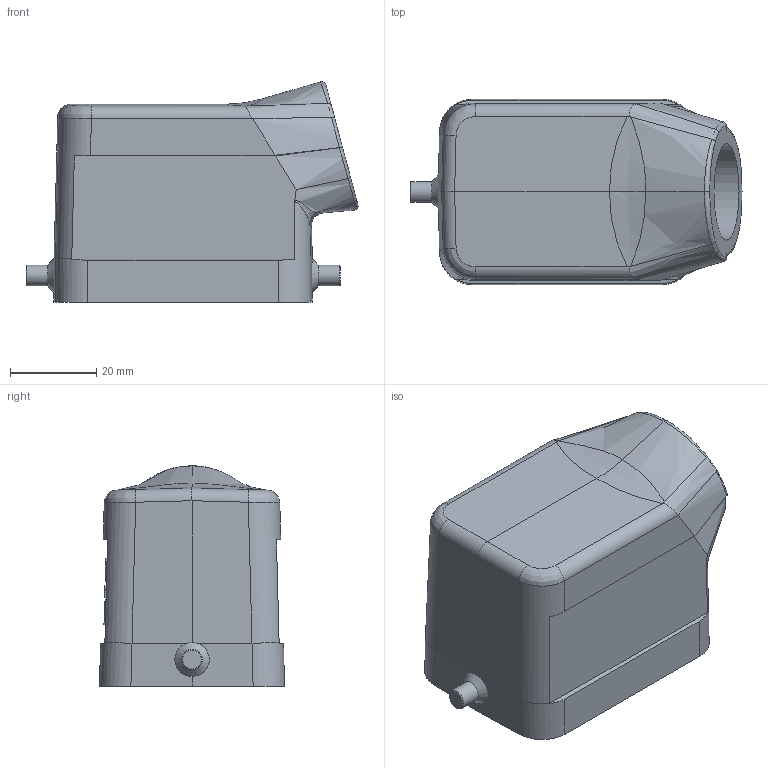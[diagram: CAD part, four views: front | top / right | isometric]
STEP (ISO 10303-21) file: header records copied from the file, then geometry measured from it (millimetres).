
FILE_DESCRIPTION(/* description */ (''),/* implementation_level */ '2;1');
FILE_NAME(/* name */ '100597597ugm000_c.stp',/* time_stamp */ '2019-08-01T07:53:32+02:00',/* author */ (''),/* organization */ (''),/* preprocessor_version */ 'ST-DEVELOPER v16.7',/* originating_system */ 'SIEMENS PLM Software NX 12.0',/* authorisation */ '');
FILE_SCHEMA (('AUTOMOTIVE_DESIGN { 1 0 10303 214 3 1 1 1 }'));
Length unit declared in the file: millimetre
Products named in the file (1): 100597597ugm000_c
Bounding box: 77.11 x 43 x 51.21 mm (x, y, z)
Volume: 36905 mm3; surface area: 22082.7 mm2
Topology: 1 solids, 1 shells, 235 faces, 608 edges, 397 vertices
Faces by surface type: plane 134, bspline 55, cylinder 42, cone 4
Full cylindrical faces by diameter (mm): 3 x4, 4.8 x2, 18.5 x1, 22.5 x1
Entity records: 9513 total; most frequent: CARTESIAN_POINT 3595, ORIENTED_EDGE 1176, DIRECTION 917, EDGE_CURVE 588, VERTEX_POINT 390, LINE 327, VECTOR 327, AXIS2_PLACEMENT_3D 295
